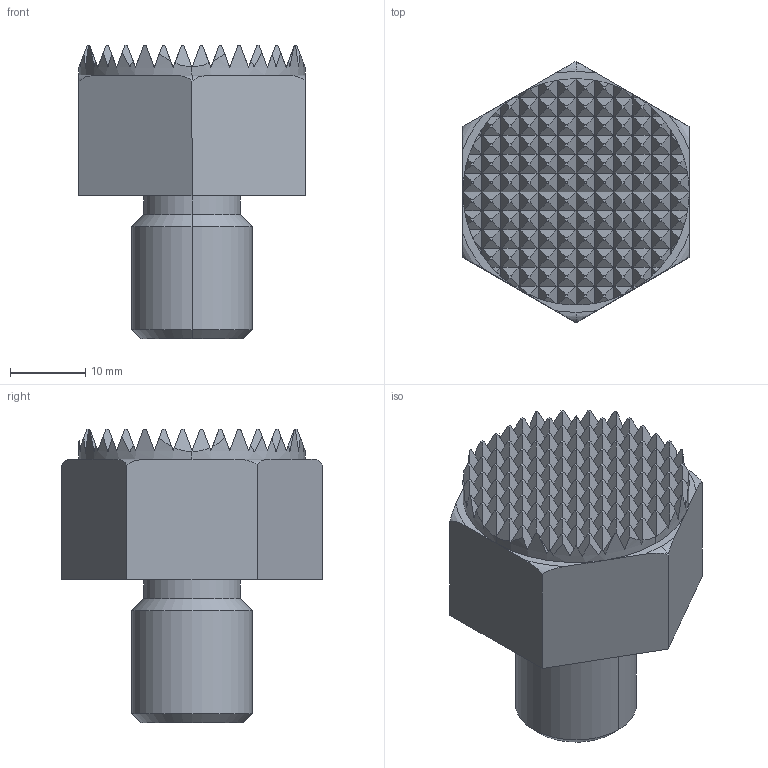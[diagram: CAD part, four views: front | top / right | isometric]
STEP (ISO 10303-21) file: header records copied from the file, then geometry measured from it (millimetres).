
FILE_DESCRIPTION (( 'STEP AP203' ), '1' );
FILE_NAME ('bj811-16020-s.STEP', '2021-10-25T00:31:42', ( '' ), ( '' ), 'SwSTEP 2.0', 'SolidWorks 2020', '' );
FILE_SCHEMA (( 'CONFIG_CONTROL_DESIGN' ));
Length unit declared in the file: millimetre
Products named in the file (1): bj811-16020-s
Bounding box: 30 x 34.64 x 39 mm (x, y, z)
Volume: 17567 mm3; surface area: 5722.5 mm2
Topology: 1 solids, 1 shells, 431 faces, 1271 edges, 843 vertices
Faces by surface type: plane 412, bspline 8, cylinder 7, cone 4
Entity records: 14863 total; most frequent: CARTESIAN_POINT 4579, ORIENTED_EDGE 2542, DIRECTION 1543, EDGE_CURVE 1271, VERTEX_POINT 843, VECTOR 633, LINE 633, B_SPLINE_CURVE_WITH_KNOTS 534
